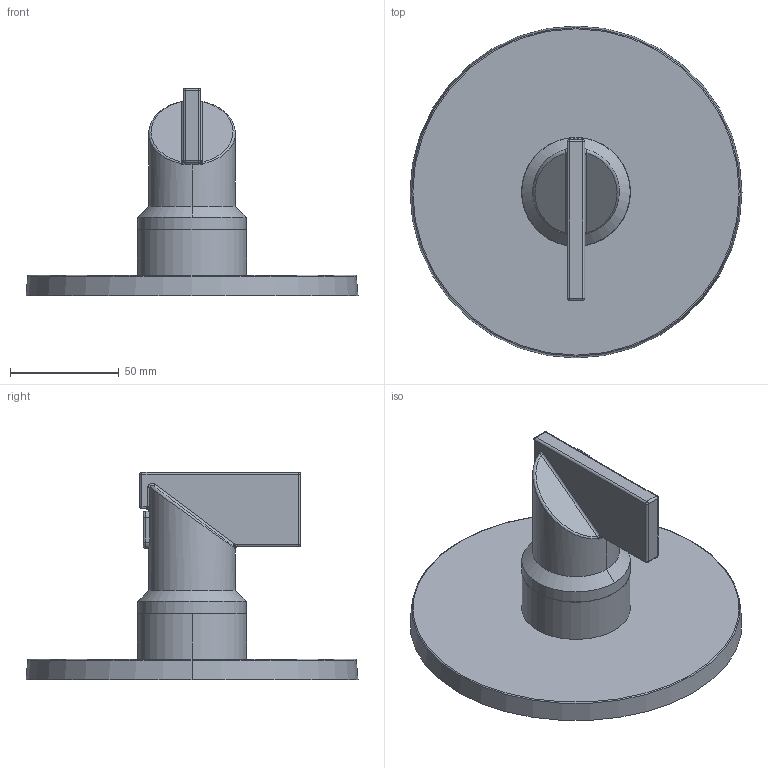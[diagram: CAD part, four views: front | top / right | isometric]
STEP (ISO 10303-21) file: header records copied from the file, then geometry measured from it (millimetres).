
FILE_DESCRIPTION((''),'2;1');
FILE_NAME('3-2484TR','2020-12-04T10:47:00',('jinson.thomas'),(''),'CREO PARAMETRIC BY PTC INC, 2018400','CREO PARAMETRIC BY PTC INC, 2018400','');
FILE_SCHEMA(('CONFIG_CONTROL_DESIGN'));
Length unit declared in the file: inch
Products named in the file (1): 3-2484TR
Bounding box: 152.4 x 152.4 x 95.43 mm (x, y, z)
Volume: 290274.6 mm3; surface area: 54061.8 mm2
Topology: 1 solids, 1 shells, 89 faces, 197 edges, 111 vertices
Faces by surface type: cylinder 35, plane 17, bspline 16, sphere 9, torus 8, cone 4
Entity records: 3672 total; most frequent: CARTESIAN_POINT 1780, ORIENTED_EDGE 392, DIRECTION 381, EDGE_CURVE 196, AXIS2_PLACEMENT_3D 157, VERTEX_POINT 111, EDGE_LOOP 91, FACE_OUTER_BOUND 89
